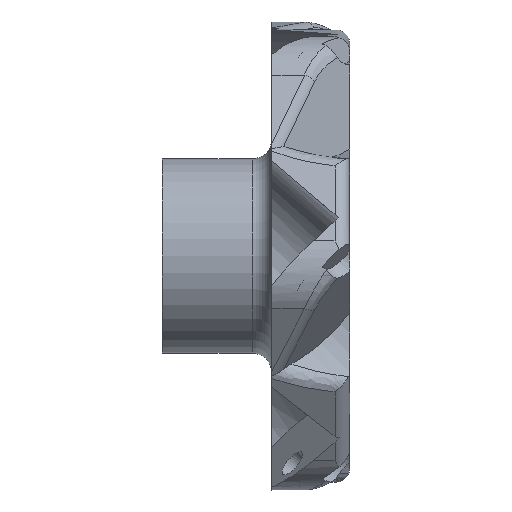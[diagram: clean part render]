
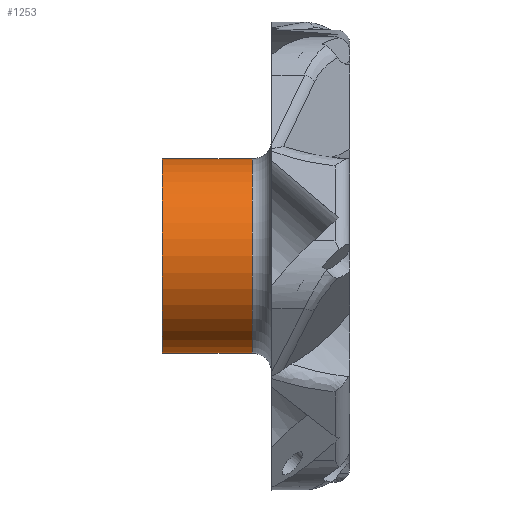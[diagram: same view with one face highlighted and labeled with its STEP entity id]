
A CAD part, left-side view. The second image highlights one B-rep face of the part: STEP entity #1253.
In plain terms, the highlighted cylindrical face has radius 10 mm (diameter 20 mm), a partial arc.
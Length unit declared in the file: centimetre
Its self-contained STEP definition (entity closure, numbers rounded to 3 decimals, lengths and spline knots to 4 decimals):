
#65 = VERTEX_POINT ( 'NONE', #836 ) ;
#120 = FACE_OUTER_BOUND ( 'NONE', #1990, .T. ) ;
#319 = ORIENTED_EDGE ( 'NONE', *, *, #1133, .F. ) ;
#470 = CARTESIAN_POINT ( 'NONE',  ( 0., 1., 1. ) ) ;
#546 = ORIENTED_EDGE ( 'NONE', *, *, #1693, .F. ) ;
#653 = DIRECTION ( 'NONE',  ( 0., 0., -1. ) ) ;
#836 = CARTESIAN_POINT ( 'NONE',  ( 0., 1.925, 1. ) ) ;
#864 = CARTESIAN_POINT ( 'NONE',  ( 0., 1.925, 0. ) ) ;
#1013 = EDGE_CURVE ( 'NONE', #1670, #3778, #2411, .T. ) ;
#1133 = EDGE_CURVE ( 'NONE', #1670, #65, #1549, .T. ) ;
#1253 = ADVANCED_FACE ( 'NONE', ( #120 ), #4186, .T. ) ;
#1292 = AXIS2_PLACEMENT_3D ( 'NONE', #3636, #2630, #1637 ) ;
#1306 = DIRECTION ( 'NONE',  ( 0., -1., 0. ) ) ;
#1402 = VERTEX_POINT ( 'NONE', #470 ) ;
#1445 = DIRECTION ( 'NONE',  ( 0., -1., 0. ) ) ;
#1549 = CIRCLE ( 'NONE', #2702, 1. ) ;
#1592 = VECTOR ( 'NONE', #4039, 100. ) ;
#1593 = EDGE_CURVE ( 'NONE', #3778, #1402, #3579, .T. ) ;
#1637 = DIRECTION ( 'NONE',  ( 0., 0., 1. ) ) ;
#1670 = VERTEX_POINT ( 'NONE', #2991 ) ;
#1693 = EDGE_CURVE ( 'NONE', #65, #1402, #2567, .T. ) ;
#1951 = CARTESIAN_POINT ( 'NONE',  ( 0., 1.925, 1. ) ) ;
#1990 = EDGE_LOOP ( 'NONE', ( #546, #319, #3233, #3613 ) ) ;
#2165 = DIRECTION ( 'NONE',  ( 0., 0., 1. ) ) ;
#2371 = AXIS2_PLACEMENT_3D ( 'NONE', #2624, #1306, #653 ) ;
#2411 = LINE ( 'NONE', #3444, #3585 ) ;
#2567 = LINE ( 'NONE', #1951, #1592 ) ;
#2624 = CARTESIAN_POINT ( 'NONE',  ( 0., 1.925, 0. ) ) ;
#2630 = DIRECTION ( 'NONE',  ( 0., 1., 0. ) ) ;
#2702 = AXIS2_PLACEMENT_3D ( 'NONE', #864, #3178, #2165 ) ;
#2991 = CARTESIAN_POINT ( 'NONE',  ( 0., 1.925, -1. ) ) ;
#3178 = DIRECTION ( 'NONE',  ( 0., 1., 0. ) ) ;
#3233 = ORIENTED_EDGE ( 'NONE', *, *, #1013, .T. ) ;
#3444 = CARTESIAN_POINT ( 'NONE',  ( 0., 1.925, -1. ) ) ;
#3579 = CIRCLE ( 'NONE', #1292, 1. ) ;
#3585 = VECTOR ( 'NONE', #1445, 100. ) ;
#3613 = ORIENTED_EDGE ( 'NONE', *, *, #1593, .T. ) ;
#3636 = CARTESIAN_POINT ( 'NONE',  ( 0., 1., 0. ) ) ;
#3778 = VERTEX_POINT ( 'NONE', #3891 ) ;
#3891 = CARTESIAN_POINT ( 'NONE',  ( 0., 1., -1. ) ) ;
#4039 = DIRECTION ( 'NONE',  ( 0., -1., 0. ) ) ;
#4186 = CYLINDRICAL_SURFACE ( 'NONE', #2371, 1. ) ;
